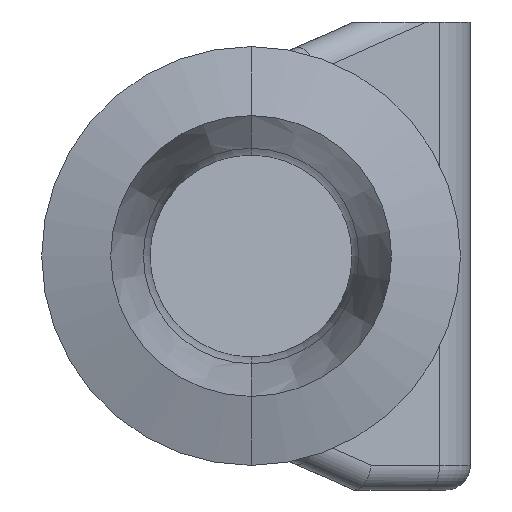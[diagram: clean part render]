
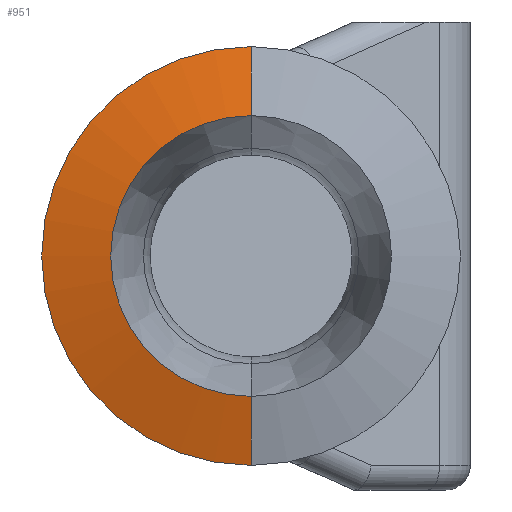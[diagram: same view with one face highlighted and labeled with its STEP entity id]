
A CAD part, left-side view. The second image highlights one B-rep face of the part: STEP entity #951.
In plain terms, the highlighted conical face has half-angle 75 degrees and reference radius 8.5 mm.
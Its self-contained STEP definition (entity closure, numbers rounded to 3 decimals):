
#11 = EDGE_CURVE ( 'NONE', #1472, #791, #1105, .T. ) ;
#22 = EDGE_LOOP ( 'NONE', ( #739, #315, #112, #1478 ) ) ;
#35 = DIRECTION ( 'NONE',  ( 1., 0., 0. ) ) ;
#62 = CARTESIAN_POINT ( 'NONE',  ( 84.931, 0., -8.5 ) ) ;
#73 = CARTESIAN_POINT ( 'NONE',  ( 84.931, 0., -8.5 ) ) ;
#112 = ORIENTED_EDGE ( 'NONE', *, *, #1260, .F. ) ;
#162 = AXIS2_PLACEMENT_3D ( 'NONE', #1169, #35, #550 ) ;
#224 = CARTESIAN_POINT ( 'NONE',  ( 84.931, 0., 0. ) ) ;
#268 = CARTESIAN_POINT ( 'NONE',  ( 84.18, 0., 5.699 ) ) ;
#315 = ORIENTED_EDGE ( 'NONE', *, *, #696, .T. ) ;
#322 = DIRECTION ( 'NONE',  ( 1., 0., 0. ) ) ;
#359 = DIRECTION ( 'NONE',  ( 0.259, 0., 0.966 ) ) ;
#479 = FACE_OUTER_BOUND ( 'NONE', #22, .T. ) ;
#550 = DIRECTION ( 'NONE',  ( 0., 0., -1. ) ) ;
#591 = CARTESIAN_POINT ( 'NONE',  ( 84.18, 0., -5.699 ) ) ;
#680 = DIRECTION ( 'NONE',  ( 0.259, 0., -0.966 ) ) ;
#696 = EDGE_CURVE ( 'NONE', #791, #1072, #838, .T. ) ;
#739 = ORIENTED_EDGE ( 'NONE', *, *, #11, .T. ) ;
#791 = VERTEX_POINT ( 'NONE', #268 ) ;
#838 = LINE ( 'NONE', #1233, #1119 ) ;
#841 = EDGE_CURVE ( 'NONE', #1472, #1349, #1555, .T. ) ;
#842 = AXIS2_PLACEMENT_3D ( 'NONE', #224, #972, #843 ) ;
#843 = DIRECTION ( 'NONE',  ( 0., 0., -1. ) ) ;
#950 = DIRECTION ( 'NONE',  ( 0., 0., -1. ) ) ;
#951 = ADVANCED_FACE ( 'NONE', ( #479 ), #997, .T. ) ;
#972 = DIRECTION ( 'NONE',  ( 1., 0., 0. ) ) ;
#997 = CONICAL_SURFACE ( 'NONE', #842, 8.5, 1.309 ) ;
#1072 = VERTEX_POINT ( 'NONE', #1234 ) ;
#1105 = CIRCLE ( 'NONE', #162, 5.699 ) ;
#1119 = VECTOR ( 'NONE', #359, 1000. ) ;
#1169 = CARTESIAN_POINT ( 'NONE',  ( 84.18, 0., 0. ) ) ;
#1233 = CARTESIAN_POINT ( 'NONE',  ( 84.931, 0., 8.5 ) ) ;
#1234 = CARTESIAN_POINT ( 'NONE',  ( 84.931, 0., 8.5 ) ) ;
#1260 = EDGE_CURVE ( 'NONE', #1349, #1072, #1546, .T. ) ;
#1298 = VECTOR ( 'NONE', #680, 1000. ) ;
#1330 = AXIS2_PLACEMENT_3D ( 'NONE', #1443, #322, #950 ) ;
#1349 = VERTEX_POINT ( 'NONE', #73 ) ;
#1443 = CARTESIAN_POINT ( 'NONE',  ( 84.931, 0., 0. ) ) ;
#1472 = VERTEX_POINT ( 'NONE', #591 ) ;
#1478 = ORIENTED_EDGE ( 'NONE', *, *, #841, .F. ) ;
#1546 = CIRCLE ( 'NONE', #1330, 8.5 ) ;
#1555 = LINE ( 'NONE', #62, #1298 ) ;
